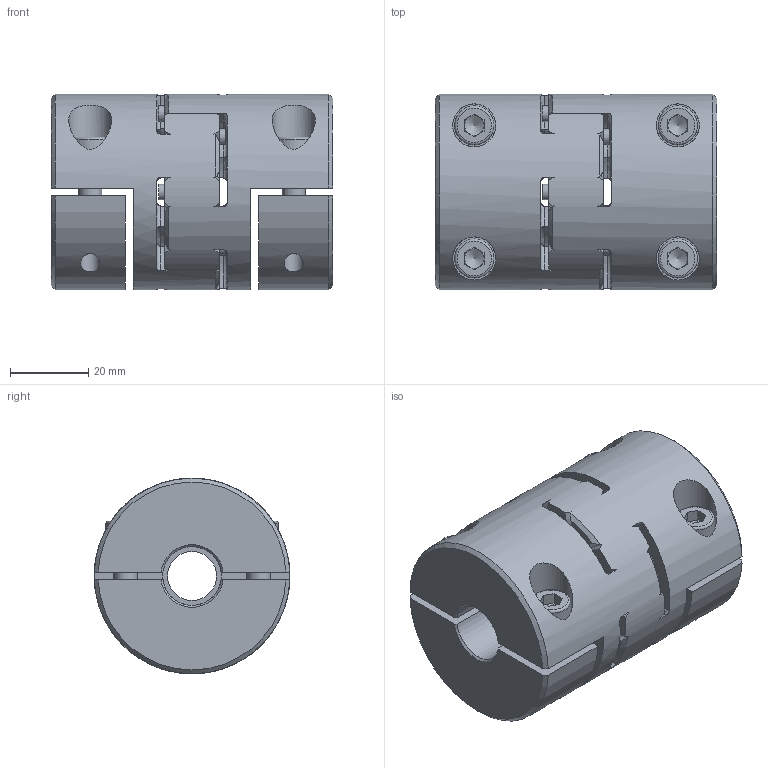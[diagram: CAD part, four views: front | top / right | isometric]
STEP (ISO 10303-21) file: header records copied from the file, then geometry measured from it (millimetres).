
FILE_DESCRIPTION( ( 'Unknown' ), '1' );
FILE_NAME( 'EKH 45 - Ø15.stp', 'Unknown', ( 'Unknown' ), ( 'Unknown' ), 'PSStep 10.1', 'Unknown', ' ' );
FILE_SCHEMA( ( 'AUTOMOTIVE_DESIGN { 1 0 10303 214 1 1 1 1 }' ) );
Length unit declared in the file: millimetre
Products named in the file (1): 29822868
Bounding box: 72 x 49.98 x 50 mm (x, y, z)
Volume: 108404 mm3; surface area: 36074 mm2
Topology: 1 solids, 1 shells, 298 faces, 808 edges, 518 vertices
Faces by surface type: plane 102, cylinder 86, cone 80, torus 30
Full cylindrical faces by diameter (mm): 4 x8, 4.917 x4, 6 x4, 6.5 x4, 10 x4, 11 x4, 12.5 x1, 15 x2, 27 x2, 50 x1
Entity records: 12368 total; most frequent: CARTESIAN_POINT 2883, DIRECTION 1474, ORIENTED_EDGE 1444, EDGE_CURVE 722, AXIS2_PLACEMENT_3D 629, VERTEX_POINT 486, EDGE_LOOP 392, FACE_OUTER_BOUND 338
